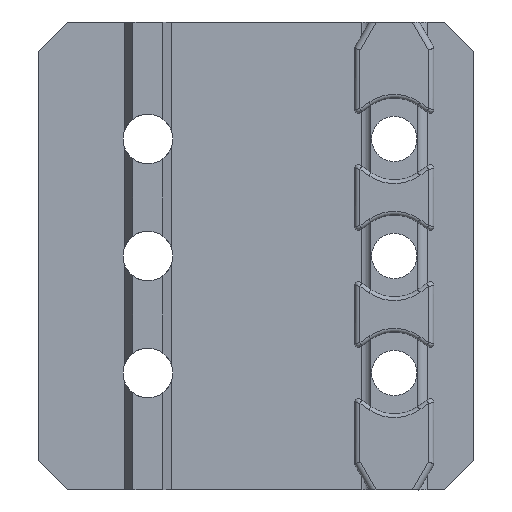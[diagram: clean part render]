
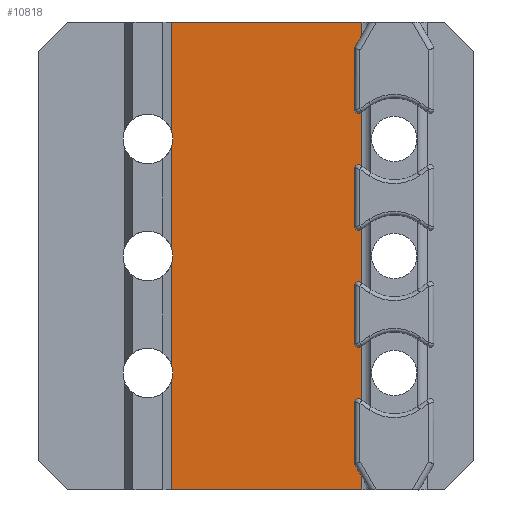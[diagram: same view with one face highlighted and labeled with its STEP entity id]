
A CAD part, left-side view. The second image highlights one B-rep face of the part: STEP entity #10818.
In plain terms, the highlighted planar face has unit normal (-1, 0, 0).
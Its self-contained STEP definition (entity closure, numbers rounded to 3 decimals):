
#48 = LINE ( 'NONE', #496, #909 ) ;
#246 = EDGE_CURVE ( 'NONE', #630, #7549, #10718, .T. ) ;
#342 = AXIS2_PLACEMENT_3D ( 'NONE', #1689, #11025, #5478 ) ;
#496 = CARTESIAN_POINT ( 'NONE',  ( -1.1, 15.25, 16. ) ) ;
#630 = VERTEX_POINT ( 'NONE', #1374 ) ;
#909 = VECTOR ( 'NONE', #7885, 1000. ) ;
#939 = EDGE_CURVE ( 'NONE', #4805, #9512, #2882, .T. ) ;
#1124 = ORIENTED_EDGE ( 'NONE', *, *, #8131, .T. ) ;
#1182 = LINE ( 'NONE', #3325, #5575 ) ;
#1194 = PLANE ( 'NONE',  #3935 ) ;
#1228 = DIRECTION ( 'NONE',  ( 0., 0., -1. ) ) ;
#1362 = CARTESIAN_POINT ( 'NONE',  ( -1.1, 15.25, -7.426 ) ) ;
#1374 = CARTESIAN_POINT ( 'NONE',  ( -1.1, 15.25, 7.426 ) ) ;
#1527 = ORIENTED_EDGE ( 'NONE', *, *, #2977, .F. ) ;
#1551 = CARTESIAN_POINT ( 'NONE',  ( -1.1, 15.25, 0.574 ) ) ;
#1689 = CARTESIAN_POINT ( 'NONE',  ( -1.1, 16.85, 0. ) ) ;
#2033 = LINE ( 'NONE', #9227, #6594 ) ;
#2137 = VERTEX_POINT ( 'NONE', #3723 ) ;
#2361 = ORIENTED_EDGE ( 'NONE', *, *, #2903, .F. ) ;
#2597 = VERTEX_POINT ( 'NONE', #4021 ) ;
#2882 = LINE ( 'NONE', #7761, #11008 ) ;
#2903 = EDGE_CURVE ( 'NONE', #2597, #10682, #2033, .T. ) ;
#2977 = EDGE_CURVE ( 'NONE', #10682, #7404, #7729, .T. ) ;
#3198 = VECTOR ( 'NONE', #11271, 1000. ) ;
#3199 = EDGE_LOOP ( 'NONE', ( #9465, #1124, #9274, #6683, #1527, #2361, #4054, #3435, #10193, #7674 ) ) ;
#3252 = DIRECTION ( 'NONE',  ( 0., 0., -1. ) ) ;
#3325 = CARTESIAN_POINT ( 'NONE',  ( -1.1, 15.25, 16. ) ) ;
#3360 = CARTESIAN_POINT ( 'NONE',  ( -1.1, 15.25, -8.574 ) ) ;
#3435 = ORIENTED_EDGE ( 'NONE', *, *, #7691, .T. ) ;
#3723 = CARTESIAN_POINT ( 'NONE',  ( -1.1, 15.25, -0.574 ) ) ;
#3935 = AXIS2_PLACEMENT_3D ( 'NONE', #7727, #11478, #6951 ) ;
#3987 = DIRECTION ( 'NONE',  ( 1., 0., 0. ) ) ;
#4002 = FACE_OUTER_BOUND ( 'NONE', #3199, .T. ) ;
#4021 = CARTESIAN_POINT ( 'NONE',  ( -1.1, 15.25, 16. ) ) ;
#4054 = ORIENTED_EDGE ( 'NONE', *, *, #8177, .T. ) ;
#4621 = DIRECTION ( 'NONE',  ( 0., -1., 0. ) ) ;
#4805 = VERTEX_POINT ( 'NONE', #3360 ) ;
#4989 = EDGE_CURVE ( 'NONE', #9512, #7404, #5348, .T. ) ;
#5030 = AXIS2_PLACEMENT_3D ( 'NONE', #7081, #6056, #6094 ) ;
#5032 = DIRECTION ( 'NONE',  ( 0., -1., 0. ) ) ;
#5348 = LINE ( 'NONE', #8726, #6225 ) ;
#5478 = DIRECTION ( 'NONE',  ( 0., 1., 0. ) ) ;
#5575 = VECTOR ( 'NONE', #3252, 1000. ) ;
#5667 = EDGE_CURVE ( 'NONE', #7549, #2137, #7686, .T. ) ;
#5733 = CIRCLE ( 'NONE', #5030, 1.7 ) ;
#6056 = DIRECTION ( 'NONE',  ( 1., 0., 0. ) ) ;
#6077 = CARTESIAN_POINT ( 'NONE',  ( -1.1, 15.25, 8.574 ) ) ;
#6094 = DIRECTION ( 'NONE',  ( 0., 1., 0. ) ) ;
#6225 = VECTOR ( 'NONE', #5032, 1000. ) ;
#6594 = VECTOR ( 'NONE', #4621, 1000. ) ;
#6682 = CARTESIAN_POINT ( 'NONE',  ( -1.1, 2.25, 16. ) ) ;
#6683 = ORIENTED_EDGE ( 'NONE', *, *, #4989, .T. ) ;
#6759 = AXIS2_PLACEMENT_3D ( 'NONE', #9562, #3987, #10483 ) ;
#6941 = VERTEX_POINT ( 'NONE', #1362 ) ;
#6951 = DIRECTION ( 'NONE',  ( 0., 1., 0. ) ) ;
#7034 = CARTESIAN_POINT ( 'NONE',  ( -1.1, 2.25, -16. ) ) ;
#7081 = CARTESIAN_POINT ( 'NONE',  ( -1.1, 16.85, -8. ) ) ;
#7404 = VERTEX_POINT ( 'NONE', #7034 ) ;
#7549 = VERTEX_POINT ( 'NONE', #1551 ) ;
#7674 = ORIENTED_EDGE ( 'NONE', *, *, #5667, .T. ) ;
#7686 = CIRCLE ( 'NONE', #342, 1.7 ) ;
#7691 = EDGE_CURVE ( 'NONE', #11312, #630, #8931, .T. ) ;
#7727 = CARTESIAN_POINT ( 'NONE',  ( -1.1, 5.436, 16. ) ) ;
#7729 = LINE ( 'NONE', #11954, #3198 ) ;
#7761 = CARTESIAN_POINT ( 'NONE',  ( -1.1, 15.25, 16. ) ) ;
#7885 = DIRECTION ( 'NONE',  ( 0., 0., -1. ) ) ;
#8131 = EDGE_CURVE ( 'NONE', #6941, #4805, #5733, .T. ) ;
#8177 = EDGE_CURVE ( 'NONE', #2597, #11312, #48, .T. ) ;
#8204 = CARTESIAN_POINT ( 'NONE',  ( -1.1, 15.25, 16. ) ) ;
#8726 = CARTESIAN_POINT ( 'NONE',  ( -1.1, 5.436, -16. ) ) ;
#8891 = CARTESIAN_POINT ( 'NONE',  ( -1.1, 15.25, -16. ) ) ;
#8931 = CIRCLE ( 'NONE', #6759, 1.7 ) ;
#9227 = CARTESIAN_POINT ( 'NONE',  ( -1.1, 5.436, 16. ) ) ;
#9274 = ORIENTED_EDGE ( 'NONE', *, *, #939, .T. ) ;
#9465 = ORIENTED_EDGE ( 'NONE', *, *, #10020, .T. ) ;
#9512 = VERTEX_POINT ( 'NONE', #8891 ) ;
#9562 = CARTESIAN_POINT ( 'NONE',  ( -1.1, 16.85, 8. ) ) ;
#10020 = EDGE_CURVE ( 'NONE', #2137, #6941, #1182, .T. ) ;
#10171 = VECTOR ( 'NONE', #11818, 1000. ) ;
#10193 = ORIENTED_EDGE ( 'NONE', *, *, #246, .T. ) ;
#10483 = DIRECTION ( 'NONE',  ( 0., 1., 0. ) ) ;
#10682 = VERTEX_POINT ( 'NONE', #6682 ) ;
#10718 = LINE ( 'NONE', #8204, #10171 ) ;
#10818 = ADVANCED_FACE ( 'NONE', ( #4002 ), #1194, .F. ) ;
#11008 = VECTOR ( 'NONE', #1228, 1000. ) ;
#11025 = DIRECTION ( 'NONE',  ( 1., 0., 0. ) ) ;
#11271 = DIRECTION ( 'NONE',  ( 0., 0., -1. ) ) ;
#11312 = VERTEX_POINT ( 'NONE', #6077 ) ;
#11478 = DIRECTION ( 'NONE',  ( 1., 0., 0. ) ) ;
#11818 = DIRECTION ( 'NONE',  ( 0., 0., -1. ) ) ;
#11954 = CARTESIAN_POINT ( 'NONE',  ( -1.1, 2.25, 16. ) ) ;
